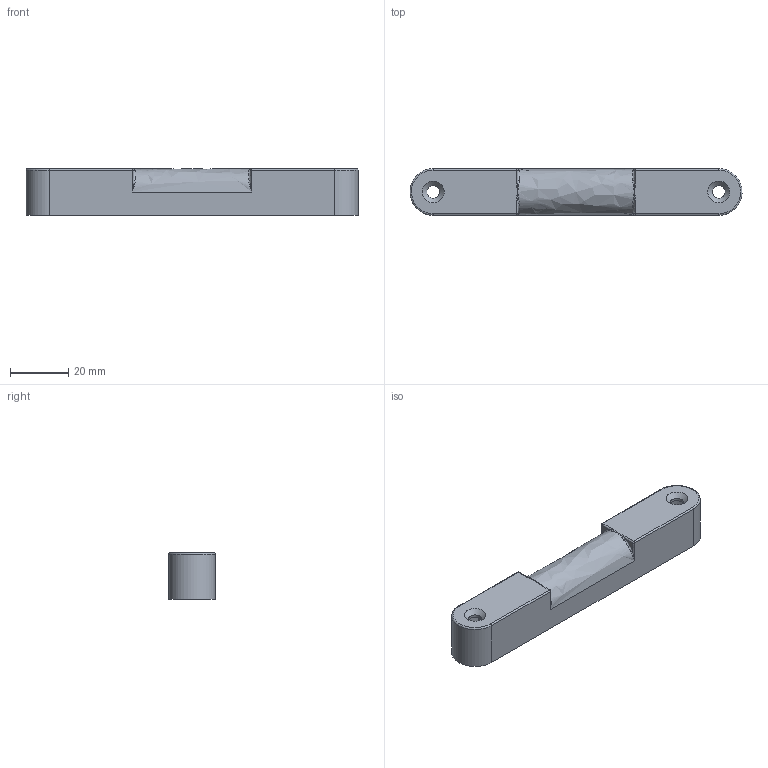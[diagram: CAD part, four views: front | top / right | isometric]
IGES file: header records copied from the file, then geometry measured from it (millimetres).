
Global section: file name: 620003; native system: Autodesk Inventor 2021; preprocessor: unknown; author: Mrówczyńska,,; organization: 11; date: 20221017.130537; units: millimetre
Bounding box: 113.97 x 16 x 16 mm (x, y, z)
Volume: 15981.5 mm3; surface area: 12070.9 mm2
Topology: 2 solids, 2 shells, 102 faces, 258 edges, 144 vertices
Faces by surface type: bspline 102
